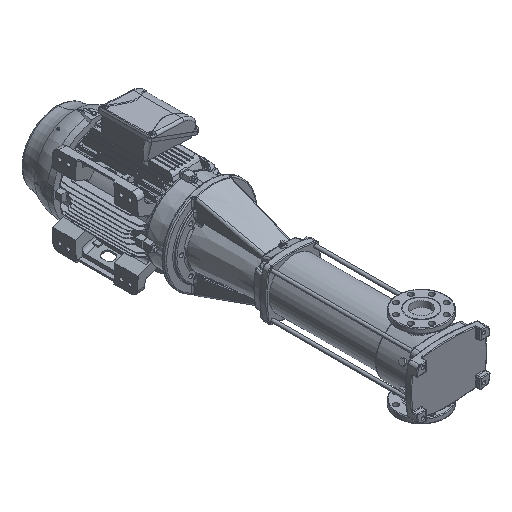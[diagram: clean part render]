
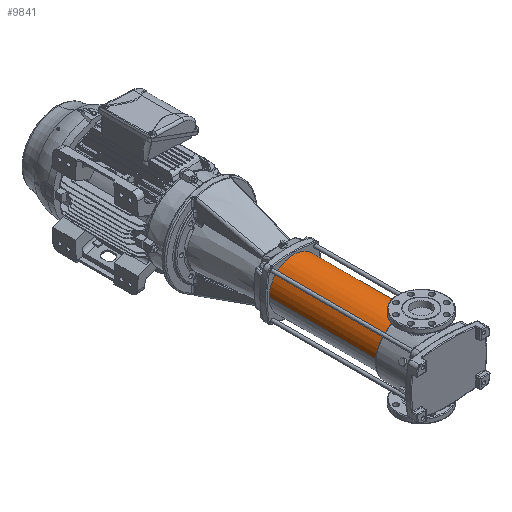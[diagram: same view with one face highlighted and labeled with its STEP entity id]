
A CAD part, isometric view. The second image highlights one B-rep face of the part: STEP entity #9841.
In plain terms, the highlighted cylindrical face has radius 108 mm (diameter 216 mm), a partial arc.
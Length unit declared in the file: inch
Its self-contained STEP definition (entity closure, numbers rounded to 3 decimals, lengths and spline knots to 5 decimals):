
#4016 = LINE ( 'NONE', #98663, #85292 ) ;
#5257 = ORIENTED_EDGE ( 'NONE', *, *, #21040, .T. ) ;
#6302 = CIRCLE ( 'NONE', #103730, 4.25197 ) ;
#9841 = ADVANCED_FACE ( 'NONE', ( #130396 ), #61526, .T. ) ;
#15873 = VERTEX_POINT ( 'NONE', #153182 ) ;
#21040 = EDGE_CURVE ( 'NONE', #153252, #15873, #65603, .T. ) ;
#32195 = ORIENTED_EDGE ( 'NONE', *, *, #120605, .F. ) ;
#34346 = CARTESIAN_POINT ( 'NONE',  ( 0., 2.55906, -4.25197 ) ) ;
#36851 = DIRECTION ( 'NONE',  ( 0., -1., 0. ) ) ;
#44087 = EDGE_LOOP ( 'NONE', ( #32195, #133160, #152058, #5257 ) ) ;
#46676 = VECTOR ( 'NONE', #49170, 39.37008 ) ;
#49170 = DIRECTION ( 'NONE',  ( 0., 1., 0. ) ) ;
#50188 = CARTESIAN_POINT ( 'NONE',  ( 0., 2.55906, 0. ) ) ;
#54215 = CARTESIAN_POINT ( 'NONE',  ( 0., 21.27165, 4.25197 ) ) ;
#57840 = LINE ( 'NONE', #34346, #46676 ) ;
#61526 = CYLINDRICAL_SURFACE ( 'NONE', #129592, 4.25197 ) ;
#65603 = CIRCLE ( 'NONE', #133025, 4.25197 ) ;
#72900 = DIRECTION ( 'NONE',  ( 0., 0., 1. ) ) ;
#84567 = DIRECTION ( 'NONE',  ( 0., 0., 1. ) ) ;
#85292 = VECTOR ( 'NONE', #146313, 39.37008 ) ;
#85785 = CARTESIAN_POINT ( 'NONE',  ( 0., 2.55906, 0. ) ) ;
#86988 = CARTESIAN_POINT ( 'NONE',  ( 0., 2.55906, -4.25197 ) ) ;
#95972 = DIRECTION ( 'NONE',  ( 0., 0., 1. ) ) ;
#98663 = CARTESIAN_POINT ( 'NONE',  ( 0., 2.55906, 4.25197 ) ) ;
#101919 = CARTESIAN_POINT ( 'NONE',  ( 0., 2.55906, 4.25197 ) ) ;
#103730 = AXIS2_PLACEMENT_3D ( 'NONE', #50188, #123664, #72900 ) ;
#104688 = EDGE_CURVE ( 'NONE', #115419, #107351, #6302, .T. ) ;
#107351 = VERTEX_POINT ( 'NONE', #101919 ) ;
#115419 = VERTEX_POINT ( 'NONE', #86988 ) ;
#119770 = CARTESIAN_POINT ( 'NONE',  ( 0., 21.27165, 0. ) ) ;
#120605 = EDGE_CURVE ( 'NONE', #115419, #15873, #57840, .T. ) ;
#123664 = DIRECTION ( 'NONE',  ( 0., 1., 0. ) ) ;
#129592 = AXIS2_PLACEMENT_3D ( 'NONE', #85785, #131161, #95972 ) ;
#130396 = FACE_OUTER_BOUND ( 'NONE', #44087, .T. ) ;
#131161 = DIRECTION ( 'NONE',  ( 0., 1., 0. ) ) ;
#133025 = AXIS2_PLACEMENT_3D ( 'NONE', #119770, #36851, #84567 ) ;
#133160 = ORIENTED_EDGE ( 'NONE', *, *, #104688, .T. ) ;
#146313 = DIRECTION ( 'NONE',  ( 0., 1., 0. ) ) ;
#152058 = ORIENTED_EDGE ( 'NONE', *, *, #152381, .T. ) ;
#152381 = EDGE_CURVE ( 'NONE', #107351, #153252, #4016, .T. ) ;
#153182 = CARTESIAN_POINT ( 'NONE',  ( 0., 21.27165, -4.25197 ) ) ;
#153252 = VERTEX_POINT ( 'NONE', #54215 ) ;
